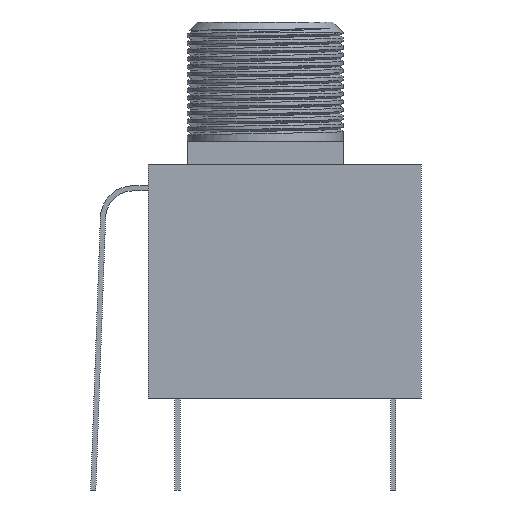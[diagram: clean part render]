
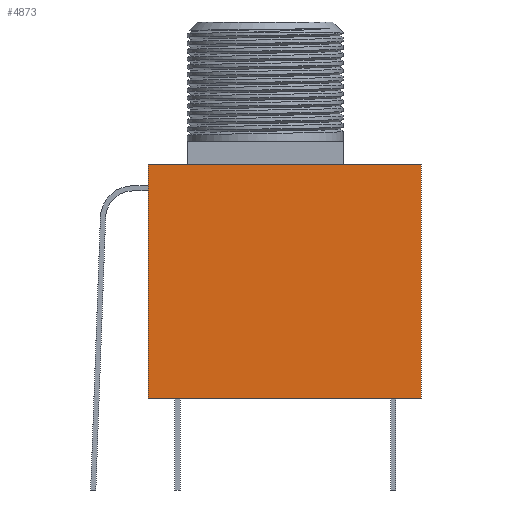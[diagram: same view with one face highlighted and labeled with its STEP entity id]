
A CAD part, left-side view. The second image highlights one B-rep face of the part: STEP entity #4873.
In plain terms, the highlighted planar face has unit normal (-1, 0, 0).
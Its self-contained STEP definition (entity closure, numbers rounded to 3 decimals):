
#4873 = ADVANCED_FACE('',(#4874),#4908,.F.);
#4874 = FACE_BOUND('',#4875,.F.);
#4875 = EDGE_LOOP('',(#4876,#4886,#4894,#4902));
#4876 = ORIENTED_EDGE('',*,*,#4877,.F.);
#4877 = EDGE_CURVE('',#4878,#4880,#4882,.T.);
#4878 = VERTEX_POINT('',#4879);
#4879 = CARTESIAN_POINT('',(-4.5,-6.,0.));
#4880 = VERTEX_POINT('',#4881);
#4881 = CARTESIAN_POINT('',(-4.5,-6.,9.));
#4882 = LINE('',#4883,#4884);
#4883 = CARTESIAN_POINT('',(-4.5,-6.,0.));
#4884 = VECTOR('',#4885,1.);
#4885 = DIRECTION('',(0.,0.,1.));
#4886 = ORIENTED_EDGE('',*,*,#4887,.T.);
#4887 = EDGE_CURVE('',#4878,#4888,#4890,.T.);
#4888 = VERTEX_POINT('',#4889);
#4889 = CARTESIAN_POINT('',(-4.5,4.5,0.));
#4890 = LINE('',#4891,#4892);
#4891 = CARTESIAN_POINT('',(-4.5,-6.,0.));
#4892 = VECTOR('',#4893,1.);
#4893 = DIRECTION('',(0.,1.,0.));
#4894 = ORIENTED_EDGE('',*,*,#4895,.T.);
#4895 = EDGE_CURVE('',#4888,#4896,#4898,.T.);
#4896 = VERTEX_POINT('',#4897);
#4897 = CARTESIAN_POINT('',(-4.5,4.5,9.));
#4898 = LINE('',#4899,#4900);
#4899 = CARTESIAN_POINT('',(-4.5,4.5,0.));
#4900 = VECTOR('',#4901,1.);
#4901 = DIRECTION('',(0.,0.,1.));
#4902 = ORIENTED_EDGE('',*,*,#4903,.F.);
#4903 = EDGE_CURVE('',#4880,#4896,#4904,.T.);
#4904 = LINE('',#4905,#4906);
#4905 = CARTESIAN_POINT('',(-4.5,-6.,9.));
#4906 = VECTOR('',#4907,1.);
#4907 = DIRECTION('',(0.,1.,0.));
#4908 = PLANE('',#4909);
#4909 = AXIS2_PLACEMENT_3D('',#4910,#4911,#4912);
#4910 = CARTESIAN_POINT('',(-4.5,-6.,0.));
#4911 = DIRECTION('',(1.,0.,0.));
#4912 = DIRECTION('',(0.,0.,1.));
